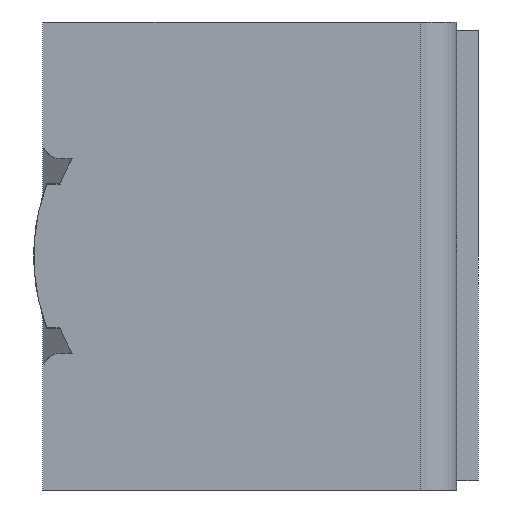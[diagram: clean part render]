
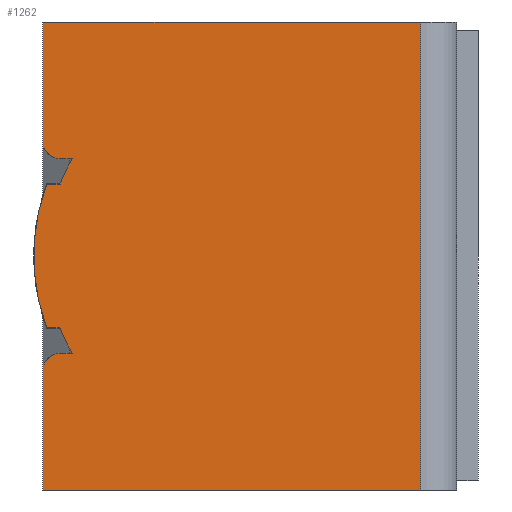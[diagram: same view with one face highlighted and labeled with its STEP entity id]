
A CAD part, left-side view. The second image highlights one B-rep face of the part: STEP entity #1262.
In plain terms, the highlighted planar face has unit normal (-1, 0, 0).
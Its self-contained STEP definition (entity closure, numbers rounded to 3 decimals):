
#5=DIRECTION('',(0.,-1.,0.));
#6=VECTOR('',#5,21.);
#7=CARTESIAN_POINT('',(-18.384,11.667,-13.));
#8=LINE('',#7,#6);
#174=CARTESIAN_POINT('',(-18.384,10.667,-6.4));
#175=DIRECTION('',(1.,0.,0.));
#176=DIRECTION('',(0.,0.917,0.4));
#177=AXIS2_PLACEMENT_3D('',#174,#175,#176);
#179=DIRECTION('',(0.,-1.,0.));
#180=VECTOR('',#179,0.647);
#181=CARTESIAN_POINT('',(-18.384,10.667,-5.4));
#182=LINE('',#181,#180);
#183=CARTESIAN_POINT('',(-18.384,0.668,
0.));
#184=DIRECTION('',(1.,0.,0.));
#185=DIRECTION('',(0.,0.866,-0.5));
#186=AXIS2_PLACEMENT_3D('',#183,#184,#185);
#188=DIRECTION('',(0.,1.,0.));
#189=VECTOR('',#188,0.75);
#190=CARTESIAN_POINT('',(-18.384,10.7,-4.));
#191=LINE('',#190,#189);
#192=CARTESIAN_POINT('',(-18.384,0.668,
0.));
#193=DIRECTION('',(1.,0.,0.));
#194=DIRECTION('',(0.,0.938,-0.348));
#195=AXIS2_PLACEMENT_3D('',#192,#193,#194);
#197=DIRECTION('',(0.,-1.,0.));
#198=VECTOR('',#197,0.75);
#199=CARTESIAN_POINT('',(-18.384,11.45,4.));
#200=LINE('',#199,#198);
#201=CARTESIAN_POINT('',(-18.384,0.668,
0.));
#202=DIRECTION('',(1.,0.,0.));
#203=DIRECTION('',(0.,0.929,0.37));
#204=AXIS2_PLACEMENT_3D('',#201,#202,#203);
#206=DIRECTION('',(0.,1.,0.));
#207=VECTOR('',#206,0.647);
#208=CARTESIAN_POINT('',(-18.384,10.021,5.4));
#209=LINE('',#208,#207);
#210=CARTESIAN_POINT('',(-18.384,10.667,6.4));
#211=DIRECTION('',(1.,0.,0.));
#212=DIRECTION('',(0.,0.,-1.));
#213=AXIS2_PLACEMENT_3D('',#210,#211,#212);
#215=DIRECTION('',(0.,1.,0.));
#216=VECTOR('',#215,0.083);
#217=CARTESIAN_POINT('',(-18.384,11.584,6.));
#218=LINE('',#217,#216);
#219=DIRECTION('',(0.,0.,1.));
#220=VECTOR('',#219,7.);
#221=CARTESIAN_POINT('',(-18.384,11.667,-13.));
#222=LINE('',#221,#220);
#223=DIRECTION('',(0.,-1.,0.));
#224=VECTOR('',#223,0.083);
#225=CARTESIAN_POINT('',(-18.384,11.667,-6.));
#226=LINE('',#225,#224);
#524=DIRECTION('',(0.,1.,0.));
#525=VECTOR('',#524,21.);
#526=CARTESIAN_POINT('',(-18.384,-9.333,13.));
#527=LINE('',#526,#525);
#556=DIRECTION('',(0.,0.,-1.));
#557=VECTOR('',#556,7.);
#558=CARTESIAN_POINT('',(-18.384,11.667,13.));
#559=LINE('',#558,#557);
#780=DIRECTION('',(0.,0.,1.));
#781=VECTOR('',#780,26.);
#782=CARTESIAN_POINT('',(-18.384,-9.333,-13.));
#783=LINE('',#782,#781);
#834=CARTESIAN_POINT('',(-18.384,11.667,-13.));
#836=VERTEX_POINT('',#834);
#837=CARTESIAN_POINT('',(-18.384,-9.333,-13.));
#838=VERTEX_POINT('',#837);
#900=CARTESIAN_POINT('',(-18.384,11.667,-6.));
#901=VERTEX_POINT('',#900);
#906=CARTESIAN_POINT('',(-18.384,11.584,-6.));
#907=VERTEX_POINT('',#906);
#912=CARTESIAN_POINT('',(-18.384,10.667,-5.4));
#913=VERTEX_POINT('',#912);
#914=CARTESIAN_POINT('',(-18.384,10.021,-5.4));
#915=VERTEX_POINT('',#914);
#916=CARTESIAN_POINT('',(-18.384,10.7,-4.));
#917=VERTEX_POINT('',#916);
#918=CARTESIAN_POINT('',(-18.384,11.45,-4.));
#919=VERTEX_POINT('',#918);
#920=CARTESIAN_POINT('',(-18.384,11.45,4.));
#921=VERTEX_POINT('',#920);
#922=CARTESIAN_POINT('',(-18.384,10.7,4.));
#923=VERTEX_POINT('',#922);
#924=CARTESIAN_POINT('',(-18.384,10.021,5.4));
#925=VERTEX_POINT('',#924);
#926=CARTESIAN_POINT('',(-18.384,10.667,5.4));
#927=VERTEX_POINT('',#926);
#928=CARTESIAN_POINT('',(-18.384,11.584,6.));
#929=VERTEX_POINT('',#928);
#930=CARTESIAN_POINT('',(-18.384,11.667,6.));
#931=VERTEX_POINT('',#930);
#932=CARTESIAN_POINT('',(-18.384,11.667,13.));
#933=VERTEX_POINT('',#932);
#934=CARTESIAN_POINT('',(-18.384,-9.333,13.));
#935=VERTEX_POINT('',#934);
#1226=CARTESIAN_POINT('',(-18.384,1.422,0.));
#1227=DIRECTION('',(1.,0.,0.));
#1228=DIRECTION('',(0.,-1.,0.));
#1229=AXIS2_PLACEMENT_3D('',#1226,#1227,#1228);
#1230=PLANE('',#1229);
#1232=ORIENTED_EDGE('',*,*,#1231,.T.);
#1234=ORIENTED_EDGE('',*,*,#1233,.T.);
#1236=ORIENTED_EDGE('',*,*,#1235,.T.);
#1238=ORIENTED_EDGE('',*,*,#1237,.T.);
#1240=ORIENTED_EDGE('',*,*,#1239,.T.);
#1242=ORIENTED_EDGE('',*,*,#1241,.T.);
#1244=ORIENTED_EDGE('',*,*,#1243,.T.);
#1246=ORIENTED_EDGE('',*,*,#1245,.T.);
#1248=ORIENTED_EDGE('',*,*,#1247,.T.);
#1250=ORIENTED_EDGE('',*,*,#1249,.T.);
#1252=ORIENTED_EDGE('',*,*,#1251,.F.);
#1254=ORIENTED_EDGE('',*,*,#1253,.F.);
#1256=ORIENTED_EDGE('',*,*,#1255,.F.);
#1257=ORIENTED_EDGE('',*,*,#1095,.F.);
#1258=ORIENTED_EDGE('',*,*,#1174,.T.);
#1259=ORIENTED_EDGE('',*,*,#1212,.T.);
#1260=EDGE_LOOP('',(#1232,#1234,#1236,#1238,#1240,#1242,#1244,#1246,#1248,#1250,
#1252,#1254,#1256,#1257,#1258,#1259));
#1261=FACE_OUTER_BOUND('',#1260,.F.);
#1262=ADVANCED_FACE('',(#1261),#1230,.F.);
#178=CIRCLE('',#177,1.);
#187=CIRCLE('',#186,10.8);
#196=CIRCLE('',#195,11.5);
#205=CIRCLE('',#204,10.8);
#214=CIRCLE('',#213,1.);
#1095=EDGE_CURVE('',#836,#838,#8,.T.);
#1174=EDGE_CURVE('',#836,#901,#222,.T.);
#1212=EDGE_CURVE('',#901,#907,#226,.T.);
#1231=EDGE_CURVE('',#907,#913,#178,.T.);
#1233=EDGE_CURVE('',#913,#915,#182,.T.);
#1235=EDGE_CURVE('',#915,#917,#187,.T.);
#1237=EDGE_CURVE('',#917,#919,#191,.T.);
#1239=EDGE_CURVE('',#919,#921,#196,.T.);
#1241=EDGE_CURVE('',#921,#923,#200,.T.);
#1243=EDGE_CURVE('',#923,#925,#205,.T.);
#1245=EDGE_CURVE('',#925,#927,#209,.T.);
#1247=EDGE_CURVE('',#927,#929,#214,.T.);
#1249=EDGE_CURVE('',#929,#931,#218,.T.);
#1251=EDGE_CURVE('',#933,#931,#559,.T.);
#1253=EDGE_CURVE('',#935,#933,#527,.T.);
#1255=EDGE_CURVE('',#838,#935,#783,.T.);
